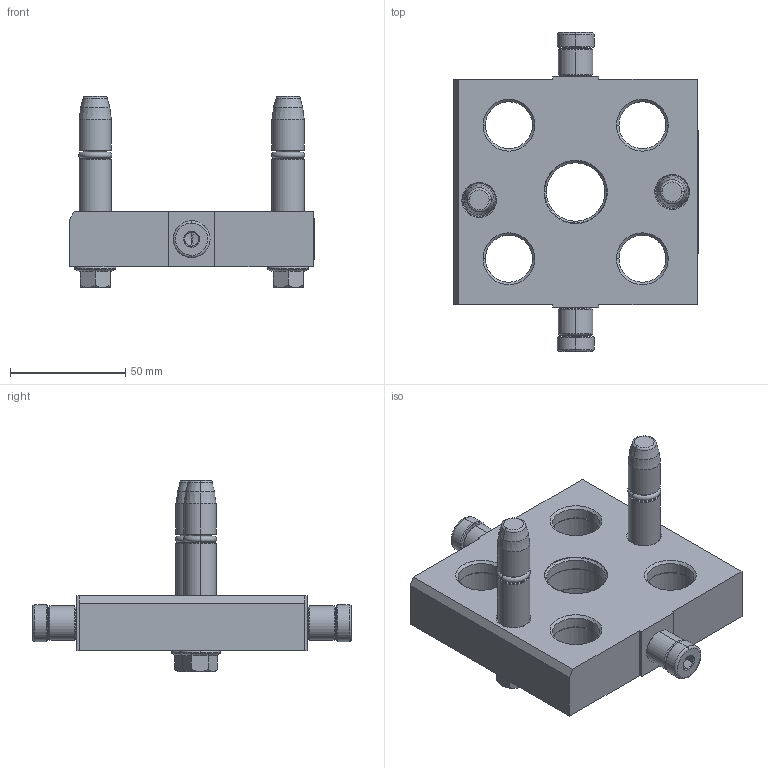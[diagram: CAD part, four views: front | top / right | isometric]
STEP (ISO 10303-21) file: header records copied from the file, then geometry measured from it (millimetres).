
FILE_DESCRIPTION (( 'STEP AP214' ), '1' );
FILE_NAME ('FASTER.step', '2023-02-28T16:01:07', ( '' ), ( '' ), 'SwSTEP 2.0', 'SolidWorks 2017', '' );
FILE_SCHEMA (( 'AUTOMOTIVE_DESIGN' ));
Length unit declared in the file: millimetre
Products named in the file (9): 4830_013_3000_030; et002; or2_62x9_19_m; P506-1_M_BASE; FASTER; 4830_010_0000_011; 4830_021_0000_000; 4830_028_1000_011; 1540_080_0008_000
Assembly tree (13 placements, depth 3):
  FASTER
    P506-1_M_BASE
      4830_010_0000_011
      4830_021_0000_000  x2
      1540_080_0008_000  x2
      4830_013_3000_030  x2
      4830_028_1000_011  x2
      or2_62x9_19_m  x2
    et002
Bounding box: 106.3 x 138.6 x 83 mm (x, y, z)
Volume: 2873.9 mm3; surface area: 59597.5 mm2
Topology: 5 solids, 21 shells, 1163 faces, 2967 edges, 1899 vertices
Faces by surface type: plane 755, cone 176, cylinder 152, torus 66, bspline 14
Entity records: 32807 total; most frequent: CARTESIAN_POINT 7599, ORIENTED_EDGE 5132, DIRECTION 4792, EDGE_CURVE 2581, VECTOR 2104, LINE 2104, VERTEX_POINT 1675, AXIS2_PLACEMENT_3D 1344
